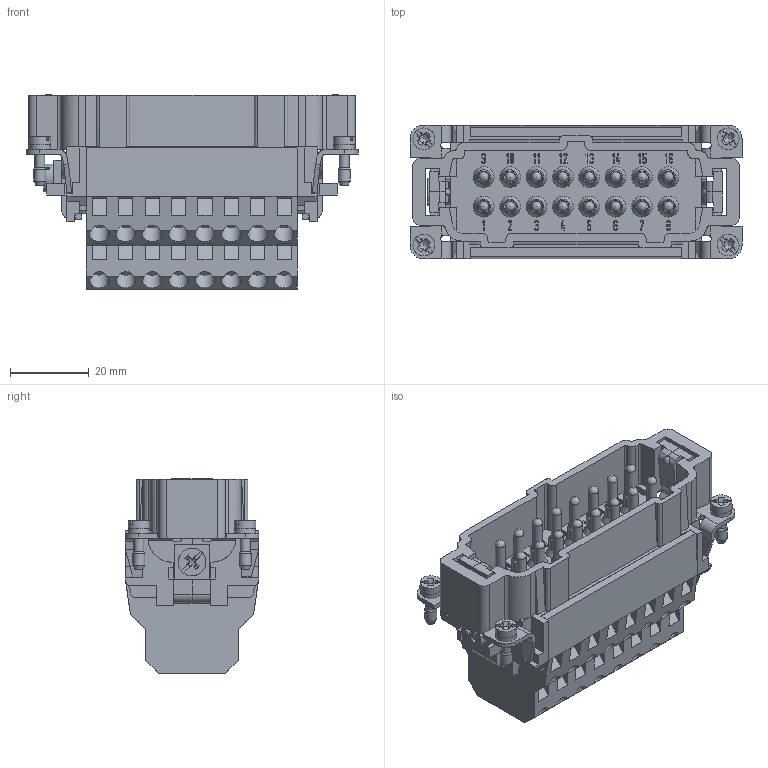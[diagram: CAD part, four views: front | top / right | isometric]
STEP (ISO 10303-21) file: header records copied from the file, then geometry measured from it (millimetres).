
FILE_DESCRIPTION(/* description */ (''),/* implementation_level */ '2;1');
FILE_NAME(/* name */ '100095097ugm000_c.stp',/* time_stamp */ '2018-11-29T08:24:54+01:00',/* author */ (''),/* organization */ (''),/* preprocessor_version */ 'ST-DEVELOPER v16.7',/* originating_system */ 'SIEMENS PLM Software NX 12.0',/* authorisation */ '');
FILE_SCHEMA (('AUTOMOTIVE_DESIGN { 1 0 10303 214 3 1 1 1 }'));
Length unit declared in the file: millimetre
Products named in the file (1): 100095097ugm000_c
Bounding box: 84.3 x 34 x 49.34 mm (x, y, z)
Volume: 66625.8 mm3; surface area: 24914.1 mm2
Topology: 1 solids, 1 shells, 1429 faces, 4097 edges, 2869 vertices
Faces by surface type: plane 982, cylinder 263, extrusion 81, cone 81, sphere 18, torus 4
Full cylindrical faces by diameter (mm): 2.5 x20, 2.57 x4, 2.6 x4, 3 x4, 3.7 x16, 5 x32, 5.3 x4, 5.5 x4, 7 x1
Entity records: 49225 total; most frequent: CARTESIAN_POINT 10279, ORIENTED_EDGE 7466, DIRECTION 6702, EDGE_CURVE 3733, VECTOR 2658, LINE 2577, VERTEX_POINT 2536, AXIS2_PLACEMENT_3D 2022
